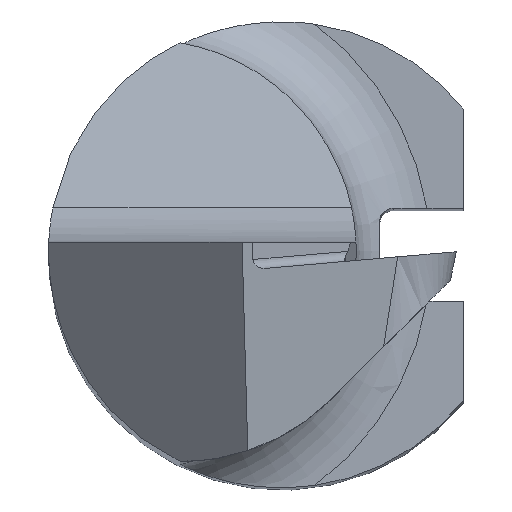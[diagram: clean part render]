
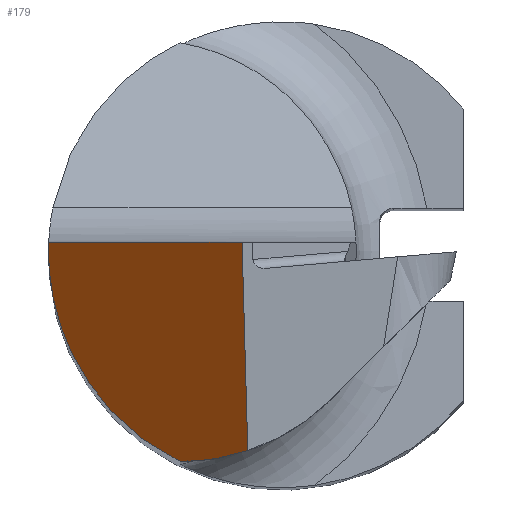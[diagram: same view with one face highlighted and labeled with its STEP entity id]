
A CAD part, top view. The second image highlights one B-rep face of the part: STEP entity #179.
In plain terms, the highlighted planar face has unit normal (-0.706, -0.052, 0.706).
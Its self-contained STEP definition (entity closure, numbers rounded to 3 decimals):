
#36 = FACE_OUTER_BOUND ( 'NONE', #1272, .T. ) ;
#40 = EDGE_CURVE ( 'NONE', #624, #1130, #791, .T. ) ;
#44 = PLANE ( 'NONE',  #435 ) ;
#105 = CARTESIAN_POINT ( 'NONE',  ( -0.363, -2.134, 34.843 ) ) ;
#163 = EDGE_CURVE ( 'NONE', #603, #624, #1013, .T. ) ;
#179 = ADVANCED_FACE ( 'NONE', ( #36 ), #44, .T. ) ;
#197 = CARTESIAN_POINT ( 'NONE',  ( -2.012, -1.803, 33.218 ) ) ;
#207 = VECTOR ( 'NONE', #1080, 1000. ) ;
#220 = CARTESIAN_POINT ( 'NONE',  ( -0.842, -2.251, 34.355 ) ) ;
#239 = CARTESIAN_POINT ( 'NONE',  ( -0.423, 0.056, 34.945 ) ) ;
#274 = EDGE_CURVE ( 'NONE', #1130, #1248, #745, .T. ) ;
#327 = CARTESIAN_POINT ( 'NONE',  ( -0.363, -2.134, 34.843 ) ) ;
#342 = VECTOR ( 'NONE', #1308, 1000. ) ;
#344 = CARTESIAN_POINT ( 'NONE',  ( -1.09, -2.25, 34.107 ) ) ;
#426 = LINE ( 'NONE', #970, #207 ) ;
#435 = AXIS2_PLACEMENT_3D ( 'NONE', #916, #1019, #467 ) ;
#467 = DIRECTION ( 'NONE',  ( 0.707, 0., 0.707 ) ) ;
#603 = VERTEX_POINT ( 'NONE', #1063 ) ;
#624 = VERTEX_POINT ( 'NONE', #105 ) ;
#668 = ORIENTED_EDGE ( 'NONE', *, *, #40, .F. ) ;
#677 = CARTESIAN_POINT ( 'NONE',  ( -2.498, 0.1, 32.873 ) ) ;
#724 = CARTESIAN_POINT ( 'NONE',  ( -2.498, 0.1, 32.873 ) ) ;
#745 =( BOUNDED_CURVE ( )  B_SPLINE_CURVE ( 3, ( #1052, #197, #943, #724 ),
 .UNSPECIFIED., .F., .F. ) 
 B_SPLINE_CURVE_WITH_KNOTS ( ( 4, 4 ),
 ( 5.237, 6.397 ),
 .UNSPECIFIED. ) 
 CURVE ( )  GEOMETRIC_REPRESENTATION_ITEM ( )  RATIONAL_B_SPLINE_CURVE ( ( 1., 0.891, 0.891, 1. ) ) 
 REPRESENTATION_ITEM ( '' )  );
#755 = CARTESIAN_POINT ( 'NONE',  ( -0.598, -2.212, 34.602 ) ) ;
#791 =( BOUNDED_CURVE ( )  B_SPLINE_CURVE ( 3, ( #327, #755, #220, #1176 ),
 .UNSPECIFIED., .F., .F. ) 
 B_SPLINE_CURVE_WITH_KNOTS ( ( 4, 4 ),
 ( 1.325, 1.649 ),
 .UNSPECIFIED. ) 
 CURVE ( )  GEOMETRIC_REPRESENTATION_ITEM ( )  RATIONAL_B_SPLINE_CURVE ( ( 1., 0.991, 0.991, 1. ) ) 
 REPRESENTATION_ITEM ( '' )  );
#916 = CARTESIAN_POINT ( 'NONE',  ( -0.424, 0.1, 34.947 ) ) ;
#943 = CARTESIAN_POINT ( 'NONE',  ( -2.539, -0.924, 32.756 ) ) ;
#970 = CARTESIAN_POINT ( 'NONE',  ( -0.424, 0.1, 34.947 ) ) ;
#1013 = LINE ( 'NONE', #239, #342 ) ;
#1019 = DIRECTION ( 'NONE',  ( -0.706, -0.052, 0.706 ) ) ;
#1052 = CARTESIAN_POINT ( 'NONE',  ( -1.09, -2.25, 34.107 ) ) ;
#1063 = CARTESIAN_POINT ( 'NONE',  ( -0.424, 0.1, 34.947 ) ) ;
#1080 = DIRECTION ( 'NONE',  ( -0.707, 0., -0.707 ) ) ;
#1130 = VERTEX_POINT ( 'NONE', #344 ) ;
#1176 = CARTESIAN_POINT ( 'NONE',  ( -1.09, -2.25, 34.107 ) ) ;
#1183 = ORIENTED_EDGE ( 'NONE', *, *, #274, .F. ) ;
#1230 = ORIENTED_EDGE ( 'NONE', *, *, #1305, .T. ) ;
#1243 = ORIENTED_EDGE ( 'NONE', *, *, #163, .F. ) ;
#1248 = VERTEX_POINT ( 'NONE', #677 ) ;
#1272 = EDGE_LOOP ( 'NONE', ( #668, #1243, #1230, #1183 ) ) ;
#1305 = EDGE_CURVE ( 'NONE', #603, #1248, #426, .T. ) ;
#1308 = DIRECTION ( 'NONE',  ( 0.027, -0.999, -0.047 ) ) ;
